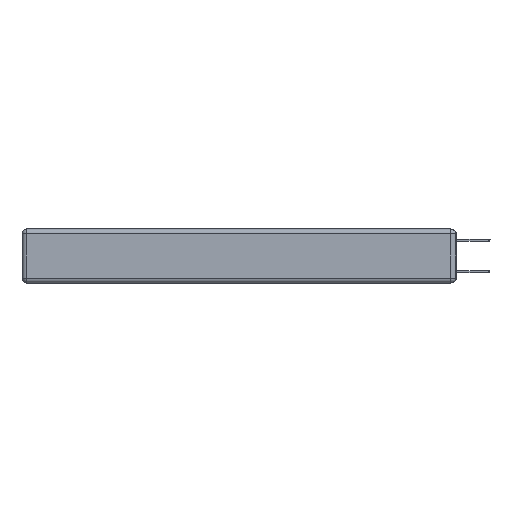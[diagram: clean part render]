
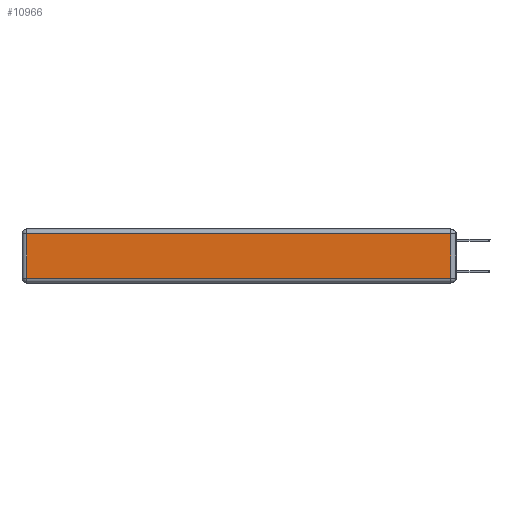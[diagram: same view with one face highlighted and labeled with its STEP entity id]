
A CAD part, left-side view. The second image highlights one B-rep face of the part: STEP entity #10966.
In plain terms, the highlighted planar face has unit normal (-1, 0, 0).
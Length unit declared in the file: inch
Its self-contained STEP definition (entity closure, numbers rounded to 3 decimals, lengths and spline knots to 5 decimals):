
#16 = VECTOR ( 'NONE', #12882, 39.37008 ) ;
#984 = CARTESIAN_POINT ( 'NONE',  ( 0., 0.03, -0.343 ) ) ;
#999 = CARTESIAN_POINT ( 'NONE',  ( 0., 0.03, -0.03 ) ) ;
#1291 = DIRECTION ( 'NONE',  ( 0., 0., -1. ) ) ;
#1438 = LINE ( 'NONE', #19064, #12255 ) ;
#1483 = DIRECTION ( 'NONE',  ( 0., 1., 0. ) ) ;
#3412 = ORIENTED_EDGE ( 'NONE', *, *, #27650, .T. ) ;
#3538 = EDGE_LOOP ( 'NONE', ( #14754, #10075, #3412, #17902 ) ) ;
#4020 = LINE ( 'NONE', #8100, #16 ) ;
#6476 = VERTEX_POINT ( 'NONE', #20832 ) ;
#7596 = PLANE ( 'NONE',  #23108 ) ;
#7726 = CARTESIAN_POINT ( 'NONE',  ( 0., 0., -0.343 ) ) ;
#8033 = VERTEX_POINT ( 'NONE', #8454 ) ;
#8100 = CARTESIAN_POINT ( 'NONE',  ( 0., 0., -0.313 ) ) ;
#8454 = CARTESIAN_POINT ( 'NONE',  ( 0., 2.72, -0.03 ) ) ;
#10075 = ORIENTED_EDGE ( 'NONE', *, *, #25255, .T. ) ;
#10259 = EDGE_CURVE ( 'NONE', #24233, #6476, #4020, .T. ) ;
#10966 = ADVANCED_FACE ( 'NONE', ( #27432 ), #7596, .T. ) ;
#12241 = DIRECTION ( 'NONE',  ( 0., 0., 1. ) ) ;
#12255 = VECTOR ( 'NONE', #1291, 39.37008 ) ;
#12651 = DIRECTION ( 'NONE',  ( 0., 0., 1. ) ) ;
#12882 = DIRECTION ( 'NONE',  ( 0., -1., 0. ) ) ;
#14754 = ORIENTED_EDGE ( 'NONE', *, *, #10259, .T. ) ;
#17830 = VERTEX_POINT ( 'NONE', #999 ) ;
#17902 = ORIENTED_EDGE ( 'NONE', *, *, #26202, .T. ) ;
#18251 = CARTESIAN_POINT ( 'NONE',  ( 0., 2.72, -0.313 ) ) ;
#18283 = VECTOR ( 'NONE', #1483, 39.37008 ) ;
#19064 = CARTESIAN_POINT ( 'NONE',  ( 0., 2.72, -0.343 ) ) ;
#19251 = LINE ( 'NONE', #28113, #18283 ) ;
#20470 = DIRECTION ( 'NONE',  ( -1., 0., 0. ) ) ;
#20832 = CARTESIAN_POINT ( 'NONE',  ( 0., 0.03, -0.313 ) ) ;
#23108 = AXIS2_PLACEMENT_3D ( 'NONE', #7726, #20470, #12241 ) ;
#24075 = LINE ( 'NONE', #984, #25149 ) ;
#24233 = VERTEX_POINT ( 'NONE', #18251 ) ;
#25149 = VECTOR ( 'NONE', #12651, 39.37008 ) ;
#25255 = EDGE_CURVE ( 'NONE', #6476, #17830, #24075, .T. ) ;
#26202 = EDGE_CURVE ( 'NONE', #8033, #24233, #1438, .T. ) ;
#27432 = FACE_OUTER_BOUND ( 'NONE', #3538, .T. ) ;
#27650 = EDGE_CURVE ( 'NONE', #17830, #8033, #19251, .T. ) ;
#28113 = CARTESIAN_POINT ( 'NONE',  ( 0., 2.75, -0.03 ) ) ;
